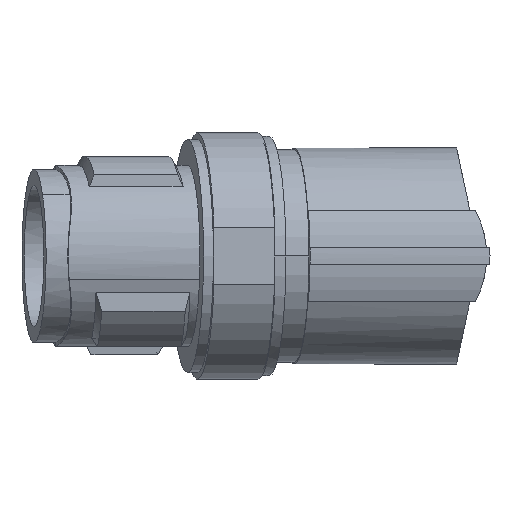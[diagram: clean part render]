
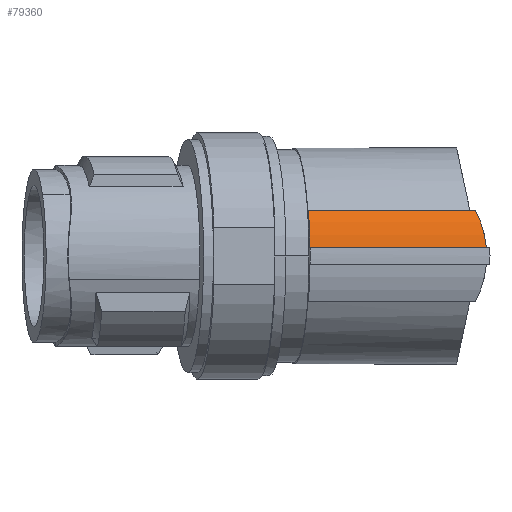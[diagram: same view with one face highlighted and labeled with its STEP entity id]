
A CAD part, left-side view. The second image highlights one B-rep face of the part: STEP entity #79360.
In plain terms, the highlighted cylindrical face has radius 6.8 mm (diameter 13.6 mm), a partial arc.
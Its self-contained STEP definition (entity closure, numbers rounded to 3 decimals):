
#54940=CARTESIAN_POINT('',(-33.855,4.8,
2.75));
#54950=VERTEX_POINT('',#54940);
#54980=CARTESIAN_POINT('',(-27.696,5.666,
0.));
#54990=DIRECTION('',(0.139,-0.99,
0.));
#55000=DIRECTION('',(0.99,0.139,
0.));
#55010=AXIS2_PLACEMENT_3D('',#54980,#54990,#55000);
#55020=CIRCLE('',#55010,6.8);
#55030=CARTESIAN_POINT('',(-34.412,4.722,
0.5));
#55040=VERTEX_POINT('',#55030);
#55050=EDGE_CURVE('',#54950,#55040,#55020,.T.);
#76140=CARTESIAN_POINT('',(-32.447,-5.22,
2.75));
#76150=VERTEX_POINT('',#76140);
#76180=CARTESIAN_POINT('',(-33.855,4.8,
2.75));
#76190=DIRECTION('',(0.139,-0.99,
0.));
#76200=VECTOR('',#76190,1.);
#76210=LINE('',#76180,#76200);
#76220=EDGE_CURVE('',#54950,#76150,#76210,.T.);
#78460=CARTESIAN_POINT('',(-34.412,4.722,
0.5));
#78470=DIRECTION('',(0.139,-0.99,
0.));
#78480=VECTOR('',#78470,1.);
#78490=LINE('',#78460,#78480);
#78500=CARTESIAN_POINT('',(-32.922,-5.879,
0.5));
#78510=VERTEX_POINT('',#78500);
#78520=EDGE_CURVE('',#55040,#78510,#78490,.T.);
#78890=CARTESIAN_POINT('',(-27.696,5.666,
0.));
#78900=DIRECTION('',(0.139,-0.99,
0.));
#78910=DIRECTION('',(0.99,0.139,
0.));
#78920=AXIS2_PLACEMENT_3D('',#78890,#78900,#78910);
#78930=CYLINDRICAL_SURFACE('',#78920,6.8);
#78940=ORIENTED_EDGE('',*,*,#78520,.T.);
#78950=ORIENTED_EDGE('',*,*,#55050,.T.);
#78960=ORIENTED_EDGE('',*,*,#76220,.F.);
#78970=CARTESIAN_POINT('',(-13.657,0.,
0.));
#78980=DIRECTION('',(1.,0.,0.));
#78990=DIRECTION('',(0.,0.,1.));
#79000=AXIS2_PLACEMENT_3D('',#78970,#78980,#78990);
#79010=CYLINDRICAL_SURFACE('',#79000,5.9);
#79020=CARTESIAN_POINT('',(-32.922,-5.879,
0.5));
#79030=CARTESIAN_POINT('',(-32.919,-5.875,
0.55));
#79040=CARTESIAN_POINT('',(-32.915,-5.87,
0.6));
#79050=CARTESIAN_POINT('',(-32.911,-5.864,
0.65));
#79060=CARTESIAN_POINT('',(-32.907,-5.859,
0.699));
#79070=CARTESIAN_POINT('',(-32.903,-5.852,
0.749));
#79080=CARTESIAN_POINT('',(-32.898,-5.846,
0.798));
#79090=CARTESIAN_POINT('',(-32.888,-5.832,
0.897));
#79100=CARTESIAN_POINT('',(-32.876,-5.816,
0.996));
#79110=CARTESIAN_POINT('',(-32.862,-5.798,
1.094));
#79120=CARTESIAN_POINT('',(-32.849,-5.779,
1.192));
#79130=CARTESIAN_POINT('',(-32.834,-5.758,
1.289));
#79140=CARTESIAN_POINT('',(-32.817,-5.735,
1.385));
#79150=CARTESIAN_POINT('',(-32.8,-5.712,
1.481));
#79160=CARTESIAN_POINT('',(-32.781,-5.686,
1.577));
#79170=CARTESIAN_POINT('',(-32.761,-5.658,
1.671));
#79180=CARTESIAN_POINT('',(-32.741,-5.631,
1.765));
#79190=CARTESIAN_POINT('',(-32.719,-5.6,
1.859));
#79200=CARTESIAN_POINT('',(-32.695,-5.568,
1.951));
#79210=CARTESIAN_POINT('',(-32.672,-5.536,
2.044));
#79220=CARTESIAN_POINT('',(-32.647,-5.501,
2.135));
#79230=CARTESIAN_POINT('',(-32.621,-5.464,
2.225));
#79240=CARTESIAN_POINT('',(-32.594,-5.428,
2.315));
#79250=CARTESIAN_POINT('',(-32.567,-5.389,
2.404));
#79260=CARTESIAN_POINT('',(-32.538,-5.348,
2.492));
#79270=CARTESIAN_POINT('',(-32.508,-5.307,
2.579));
#79280=CARTESIAN_POINT('',(-32.478,-5.265,
2.665));
#79290=CARTESIAN_POINT('',(-32.447,-5.22,
2.75));
#79300=B_SPLINE_CURVE_WITH_KNOTS('',3,(#79020,#79030,#79040,#79050,
#79060,#79070,#79080,#79090,#79100,#79110,#79120,#79130,#79140,#79150,
#79160,#79170,#79180,#79190,#79200,#79210,#79220,#79230,#79240,#79250,
#79260,#79270,#79280,#79290),.UNSPECIFIED.,.F.,.F.,(4,3,3,3,3,3,3,3,3,4)
,(0.,0.151,0.301,0.603,
0.904,1.206,1.507,1.809,
2.112,2.414),.UNSPECIFIED.);
#79310=SURFACE_CURVE('',#79300,(#78930,#79010),.CURVE_3D.);
#79320=EDGE_CURVE('',#78510,#76150,#79310,.T.);
#79330=ORIENTED_EDGE('',*,*,#79320,.T.);
#79340=EDGE_LOOP('',(#79330,#78960,#78950,#78940));
#79350=FACE_OUTER_BOUND('',#79340,.T.);
#79360=ADVANCED_FACE('',(#79350),#78930,.T.);
